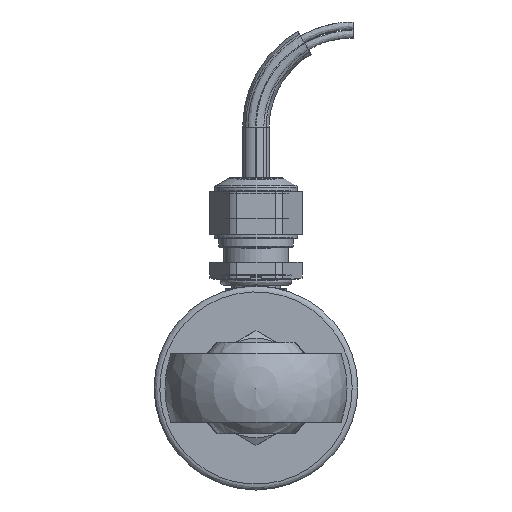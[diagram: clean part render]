
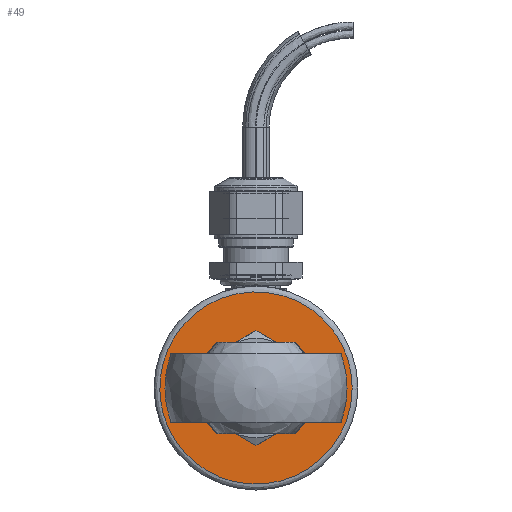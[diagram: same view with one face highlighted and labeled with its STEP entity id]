
A CAD part, left-side view. The second image highlights one B-rep face of the part: STEP entity #49.
In plain terms, the highlighted planar face has unit normal (-1, 0, 0).
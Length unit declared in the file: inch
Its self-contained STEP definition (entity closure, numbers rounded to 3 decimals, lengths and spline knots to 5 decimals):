
#24 = CARTESIAN_POINT ( 'NONE',  ( -9.6515, 0., -0.495 ) ) ;
#49 = ADVANCED_FACE ( 'NONE', ( #5850, #945 ), #10601, .F. ) ;
#181 =( BOUNDED_CURVE ( )  B_SPLINE_CURVE ( 3, ( #15213, #11610, #5726, #3460, #2501, #10699, #4692 ),
 .UNSPECIFIED., .T., .F. ) 
 B_SPLINE_CURVE_WITH_KNOTS ( ( 4, 3, 4 ),
 ( 0., 0.5, 1. ),
 .UNSPECIFIED. ) 
 CURVE ( )  GEOMETRIC_REPRESENTATION_ITEM ( )  RATIONAL_B_SPLINE_CURVE ( ( 1., 0.333, 0.333, 1., 0.333, 0.333, 1. ) ) 
 REPRESENTATION_ITEM ( '' )  );
#667 = CIRCLE ( 'NONE', #11046, 0.13386 ) ;
#945 = FACE_BOUND ( 'NONE', #1633, .T. ) ;
#980 = CARTESIAN_POINT ( 'NONE',  ( -9.6515, -0.495, 0. ) ) ;
#1410 = ORIENTED_EDGE ( 'NONE', *, *, #11493, .F. ) ;
#1633 = EDGE_LOOP ( 'NONE', ( #4146 ) ) ;
#1933 = EDGE_CURVE ( 'NONE', #10275, #10275, #667, .T. ) ;
#2501 = CARTESIAN_POINT ( 'NONE',  ( -9.6515, 0.495, 0.99 ) ) ;
#3035 = VERTEX_POINT ( 'NONE', #980 ) ;
#3121 = DIRECTION ( 'NONE',  ( 1., 0., 0. ) ) ;
#3460 = CARTESIAN_POINT ( 'NONE',  ( -9.6515, 0.495, 0. ) ) ;
#4146 = ORIENTED_EDGE ( 'NONE', *, *, #1933, .T. ) ;
#4285 = DIRECTION ( 'NONE',  ( 0., -1., 0. ) ) ;
#4692 = CARTESIAN_POINT ( 'NONE',  ( -9.6515, -0.495, 0. ) ) ;
#4769 = DIRECTION ( 'NONE',  ( 1., 0., 0. ) ) ;
#4836 = DIRECTION ( 'NONE',  ( 0., -1., 0. ) ) ;
#5726 = CARTESIAN_POINT ( 'NONE',  ( -9.6515, 0.495, -0.99 ) ) ;
#5794 = AXIS2_PLACEMENT_3D ( 'NONE', #24, #4769, #4836 ) ;
#5850 = FACE_OUTER_BOUND ( 'NONE', #7233, .T. ) ;
#6693 = CARTESIAN_POINT ( 'NONE',  ( -9.6515, -0.13386, 0. ) ) ;
#7233 = EDGE_LOOP ( 'NONE', ( #1410 ) ) ;
#10275 = VERTEX_POINT ( 'NONE', #6693 ) ;
#10601 = PLANE ( 'NONE',  #5794 ) ;
#10699 = CARTESIAN_POINT ( 'NONE',  ( -9.6515, -0.495, 0.99 ) ) ;
#11046 = AXIS2_PLACEMENT_3D ( 'NONE', #13511, #3121, #4285 ) ;
#11493 = EDGE_CURVE ( 'NONE', #3035, #3035, #181, .T. ) ;
#11610 = CARTESIAN_POINT ( 'NONE',  ( -9.6515, -0.495, -0.99 ) ) ;
#13511 = CARTESIAN_POINT ( 'NONE',  ( -9.6515, 0., 0. ) ) ;
#15213 = CARTESIAN_POINT ( 'NONE',  ( -9.6515, -0.495, 0. ) ) ;
